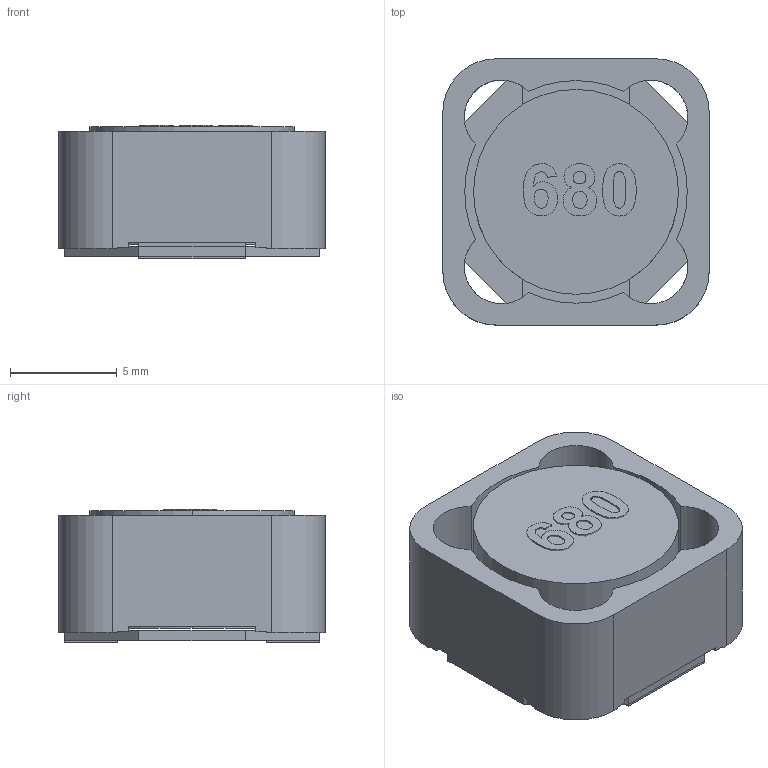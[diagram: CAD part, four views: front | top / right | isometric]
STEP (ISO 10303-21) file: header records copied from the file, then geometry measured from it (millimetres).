
FILE_DESCRIPTION (( 'STEP AP214' ), '1' );
FILE_NAME ('User Library-SRR1260-680M.STEP', '2015-01-05T02:30:34', ( 'Windows User' ), ( '' ), 'SwSTEP 2.0', 'SolidWorks 2015', '' );
FILE_SCHEMA (( 'AUTOMOTIVE_DESIGN' ));
Length unit declared in the file: millimetre
Products named in the file (1): User Library-SRR1260-680M
Bounding box: 12.5 x 12.5 x 6.29 mm (x, y, z)
Volume: 739.6 mm3; surface area: 1227.6 mm2
Topology: 8 solids, 8 shells, 105 faces, 268 edges, 178 vertices
Faces by surface type: plane 68, bspline 20, cylinder 17
Entity records: 4900 total; most frequent: CARTESIAN_POINT 1178, ORIENTED_EDGE 536, DIRECTION 442, EDGE_CURVE 268, VERTEX_POINT 178, VECTOR 174, LINE 174, AXIS2_PLACEMENT_3D 134
